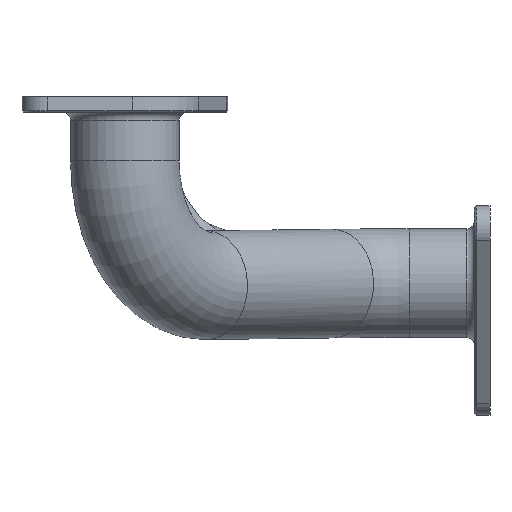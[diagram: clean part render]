
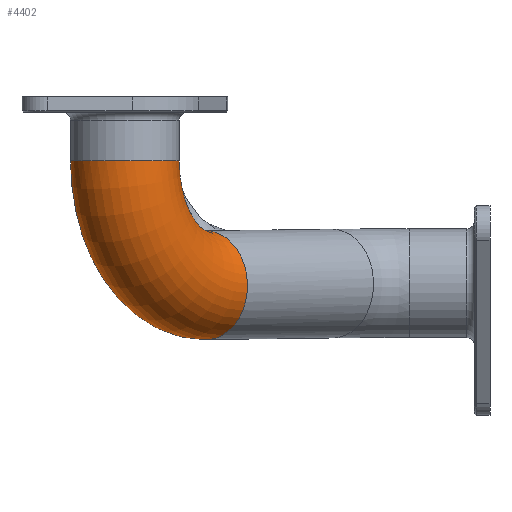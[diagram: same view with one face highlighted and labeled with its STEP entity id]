
A CAD part, left-side view. The second image highlights one B-rep face of the part: STEP entity #4402.
In plain terms, the highlighted toroidal (fillet/blend) face has major radius 80 mm and minor radius 35 mm.
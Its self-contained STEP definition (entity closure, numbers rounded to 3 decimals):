
#41=TOROIDAL_SURFACE('',#4830,80.,35.);
#183=B_SPLINE_CURVE_WITH_KNOTS('',3,(#18534,#18535,#18536,#18537,#18538,
#18539,#18540,#18541,#18542,#18543,#18544,#18545,#18546,#18547,#18548,#18549,
#18550,#18551,#18552,#18553,#18554,#18555,#18556,#18557,#18558,#18559,#18560,
#18561,#18562,#18563,#18564,#18565,#18566,#18567,#18568,#18569,#18570,#18571,
#18572,#18573,#18574,#18575,#18576,#18577,#18578,#18579),.UNSPECIFIED.,
 .F.,.F.,(4,3,3,3,3,3,3,3,3,3,3,3,3,3,3,4),(-0.013,0.,
0.097,0.15,0.238,0.304,
0.37,0.438,0.476,0.552,
0.627,0.638,0.717,0.798,
0.827,0.851),.UNSPECIFIED.);
#556=FACE_OUTER_BOUND('',#827,.T.);
#827=EDGE_LOOP('',(#3722,#3723,#3724,#3725,#3726,#3727,#3728));
#1055=CIRCLE('',#4792,35.);
#1056=CIRCLE('',#4793,35.);
#1083=CIRCLE('',#4831,45.);
#1084=CIRCLE('',#4832,35.);
#1085=CIRCLE('',#4833,35.);
#1905=VERTEX_POINT('',#7870);
#1906=VERTEX_POINT('',#7872);
#2016=VERTEX_POINT('',#18532);
#2017=VERTEX_POINT('',#18533);
#2018=VERTEX_POINT('',#18635);
#2465=EDGE_CURVE('',#1905,#1906,#1055,.T.);
#2466=EDGE_CURVE('',#1906,#1905,#1056,.T.);
#2608=EDGE_CURVE('',#2016,#2017,#183,.T.);
#2611=EDGE_CURVE('',#1906,#2018,#1083,.T.);
#2612=EDGE_CURVE('',#2018,#2016,#1084,.T.);
#2613=EDGE_CURVE('',#2017,#2018,#1085,.T.);
#3722=ORIENTED_EDGE('',*,*,#2466,.F.);
#3723=ORIENTED_EDGE('',*,*,#2611,.T.);
#3724=ORIENTED_EDGE('',*,*,#2612,.T.);
#3725=ORIENTED_EDGE('',*,*,#2608,.T.);
#3726=ORIENTED_EDGE('',*,*,#2613,.T.);
#3727=ORIENTED_EDGE('',*,*,#2611,.F.);
#3728=ORIENTED_EDGE('',*,*,#2465,.F.);
#4402=ADVANCED_FACE('',(#556),#41,.T.);
#4792=AXIS2_PLACEMENT_3D('',#7873,#5767,#5768);
#4793=AXIS2_PLACEMENT_3D('',#7874,#5769,#5770);
#4830=AXIS2_PLACEMENT_3D('',#18634,#5846,#5847);
#4831=AXIS2_PLACEMENT_3D('',#18636,#5848,#5849);
#4832=AXIS2_PLACEMENT_3D('',#18637,#5850,#5851);
#4833=AXIS2_PLACEMENT_3D('',#18638,#5852,#5853);
#5767=DIRECTION('center_axis',(0.,0.,
1.));
#5768=DIRECTION('ref_axis',(0.644,0.765,0.));
#5769=DIRECTION('center_axis',(0.,0.,
1.));
#5770=DIRECTION('ref_axis',(0.644,0.765,0.));
#5846=DIRECTION('center_axis',(0.647,0.762,0.));
#5847=DIRECTION('ref_axis',(0.,0.,-1.));
#5848=DIRECTION('center_axis',(-0.647,-0.762,0.));
#5849=DIRECTION('ref_axis',(0.,0.,
-1.));
#5850=DIRECTION('center_axis',(-0.762,0.647,-0.008));
#5851=DIRECTION('ref_axis',(0.647,0.762,-0.004));
#5852=DIRECTION('center_axis',(-0.762,0.647,-0.008));
#5853=DIRECTION('ref_axis',(0.647,0.762,-0.004));
#7870=CARTESIAN_POINT('',(-382.552,-26.765,-31.319));
#7872=CARTESIAN_POINT('',(-333.323,-22.657,-31.319));
#7873=CARTESIAN_POINT('Origin',(-360.,0.,-31.319));
#7874=CARTESIAN_POINT('Origin',(-360.,0.,-31.319));
#18532=CARTESIAN_POINT('',(-278.618,-28.594,-94.858));
#18533=CARTESIAN_POINT('',(-276.587,-26.305,-102.799));
#18534=CARTESIAN_POINT('Ctrl Pts',(-278.618,-28.595,
-94.858));
#18535=CARTESIAN_POINT('Ctrl Pts',(-278.613,-28.573,
-94.895));
#18536=CARTESIAN_POINT('Ctrl Pts',(-278.608,-28.551,
-94.932));
#18537=CARTESIAN_POINT('Ctrl Pts',(-278.604,-28.529,
-94.969));
#18538=CARTESIAN_POINT('Ctrl Pts',(-278.568,-28.367,-95.248));
#18539=CARTESIAN_POINT('Ctrl Pts',(-278.527,-28.212,
-95.53));
#18540=CARTESIAN_POINT('Ctrl Pts',(-278.481,-28.066,
-95.815));
#18541=CARTESIAN_POINT('Ctrl Pts',(-278.456,-27.986,
-95.971));
#18542=CARTESIAN_POINT('Ctrl Pts',(-278.429,-27.909,
-96.128));
#18543=CARTESIAN_POINT('Ctrl Pts',(-278.401,-27.834,
-96.287));
#18544=CARTESIAN_POINT('Ctrl Pts',(-278.355,-27.711,-96.547));
#18545=CARTESIAN_POINT('Ctrl Pts',(-278.304,-27.596,-96.809));
#18546=CARTESIAN_POINT('Ctrl Pts',(-278.249,-27.488,
-97.074));
#18547=CARTESIAN_POINT('Ctrl Pts',(-278.208,-27.407,
-97.272));
#18548=CARTESIAN_POINT('Ctrl Pts',(-278.165,-27.33,
-97.471));
#18549=CARTESIAN_POINT('Ctrl Pts',(-278.119,-27.258,-97.671));
#18550=CARTESIAN_POINT('Ctrl Pts',(-278.073,-27.184,
-97.874));
#18551=CARTESIAN_POINT('Ctrl Pts',(-278.025,-27.115,
-98.078));
#18552=CARTESIAN_POINT('Ctrl Pts',(-277.975,-27.05,-98.283));
#18553=CARTESIAN_POINT('Ctrl Pts',(-277.923,-26.983,-98.493));
#18554=CARTESIAN_POINT('Ctrl Pts',(-277.869,-26.921,
-98.703));
#18555=CARTESIAN_POINT('Ctrl Pts',(-277.813,-26.863,-98.915));
#18556=CARTESIAN_POINT('Ctrl Pts',(-277.782,-26.832,
-99.032));
#18557=CARTESIAN_POINT('Ctrl Pts',(-277.751,-26.801,
-99.149));
#18558=CARTESIAN_POINT('Ctrl Pts',(-277.719,-26.772,
-99.266));
#18559=CARTESIAN_POINT('Ctrl Pts',(-277.654,-26.713,
-99.501));
#18560=CARTESIAN_POINT('Ctrl Pts',(-277.587,-26.66,
-99.738));
#18561=CARTESIAN_POINT('Ctrl Pts',(-277.517,-26.613,
-99.975));
#18562=CARTESIAN_POINT('Ctrl Pts',(-277.447,-26.565,
-100.213));
#18563=CARTESIAN_POINT('Ctrl Pts',(-277.375,-26.523,
-100.452));
#18564=CARTESIAN_POINT('Ctrl Pts',(-277.3,-26.486,
-100.691));
#18565=CARTESIAN_POINT('Ctrl Pts',(-277.29,-26.481,
-100.724));
#18566=CARTESIAN_POINT('Ctrl Pts',(-277.28,-26.476,-100.756));
#18567=CARTESIAN_POINT('Ctrl Pts',(-277.27,-26.471,
-100.789));
#18568=CARTESIAN_POINT('Ctrl Pts',(-277.191,-26.435,
-101.038));
#18569=CARTESIAN_POINT('Ctrl Pts',(-277.11,-26.404,
-101.287));
#18570=CARTESIAN_POINT('Ctrl Pts',(-277.027,-26.38,
-101.536));
#18571=CARTESIAN_POINT('Ctrl Pts',(-276.942,-26.355,
-101.793));
#18572=CARTESIAN_POINT('Ctrl Pts',(-276.854,-26.336,
-102.049));
#18573=CARTESIAN_POINT('Ctrl Pts',(-276.764,-26.323,
-102.305));
#18574=CARTESIAN_POINT('Ctrl Pts',(-276.732,-26.318,
-102.394));
#18575=CARTESIAN_POINT('Ctrl Pts',(-276.7,-26.314,
-102.484));
#18576=CARTESIAN_POINT('Ctrl Pts',(-276.668,-26.311,
-102.573));
#18577=CARTESIAN_POINT('Ctrl Pts',(-276.641,-26.309,
-102.649));
#18578=CARTESIAN_POINT('Ctrl Pts',(-276.614,-26.307,
-102.725));
#18579=CARTESIAN_POINT('Ctrl Pts',(-276.586,-26.305,
-102.801));
#18634=CARTESIAN_POINT('Origin',(-299.024,-51.788,-31.319));
#18635=CARTESIAN_POINT('',(-298.734,-52.035,-76.318));
#18636=CARTESIAN_POINT('Origin',(-299.024,-51.788,-31.319));
#18637=CARTESIAN_POINT('Origin',(-298.508,-52.226,-111.317));
#18638=CARTESIAN_POINT('Origin',(-298.508,-52.226,-111.317));
